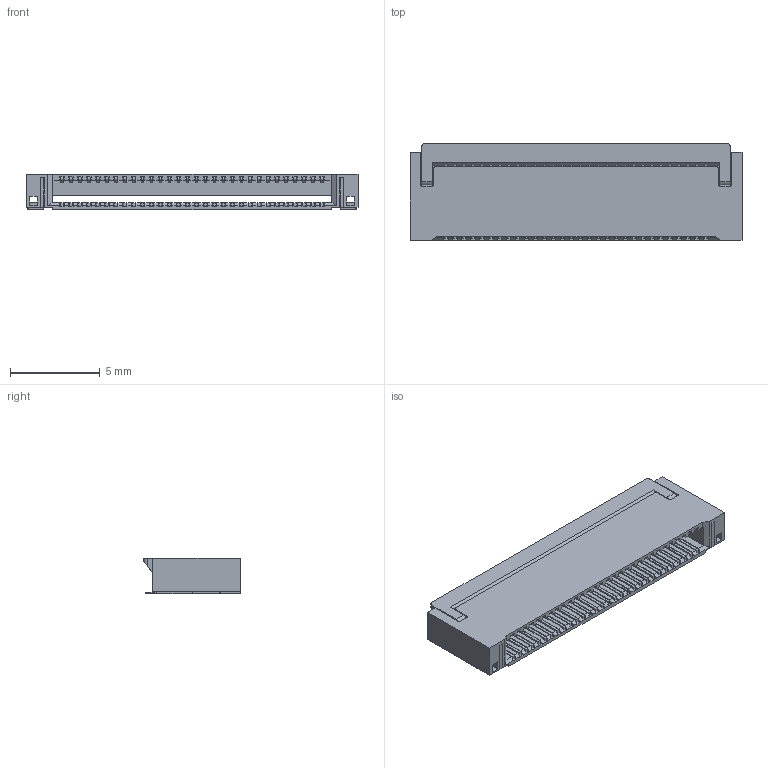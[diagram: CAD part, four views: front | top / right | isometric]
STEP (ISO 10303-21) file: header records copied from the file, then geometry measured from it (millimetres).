
FILE_DESCRIPTION(/* description */ (''),/* implementation_level */ '2;1');
FILE_NAME(/* name */ 'XUNPU_FPC-05FB-30PH20.step',/* time_stamp */ '2024-04-08T03:20:54+02:00',/* author */ (''),/* organization */ (''),/* preprocessor_version */ 'ST-DEVELOPER v20',/* originating_system */ 'Autodesk Translation Framework v12.20.1.177',/* authorisation */ '');
FILE_SCHEMA (('AUTOMOTIVE_DESIGN { 1 0 10303 214 3 1 1 }'));
Length unit declared in the file: millimetre
Products named in the file (3): (Unsaved); FPC-SMD_30P-P0.50_FPC-05FB-30PH20; COMPOUND (1)
Assembly tree (2 placements, depth 3):
  (Unsaved)
    FPC-SMD_30P-P0.50_FPC-05FB-30PH20
      COMPOUND (1)
Bounding box: 18.5 x 5.4 x 2 mm (x, y, z)
Volume: 79.1 mm3; surface area: 794.8 mm2
Topology: 64 solids, 64 shells, 943 faces, 2465 edges, 1642 vertices
Faces by surface type: plane 891, cylinder 52
Entity records: 29443 total; most frequent: CARTESIAN_POINT 5055, ORIENTED_EDGE 4930, DIRECTION 4469, EDGE_CURVE 2465, LINE 2357, VECTOR 2357, VERTEX_POINT 1642, AXIS2_PLACEMENT_3D 1056
